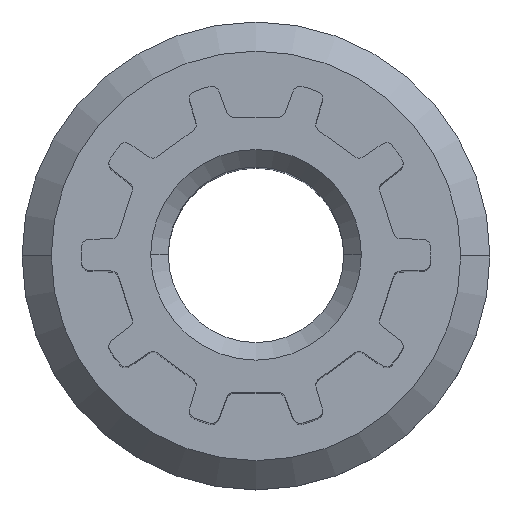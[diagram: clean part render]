
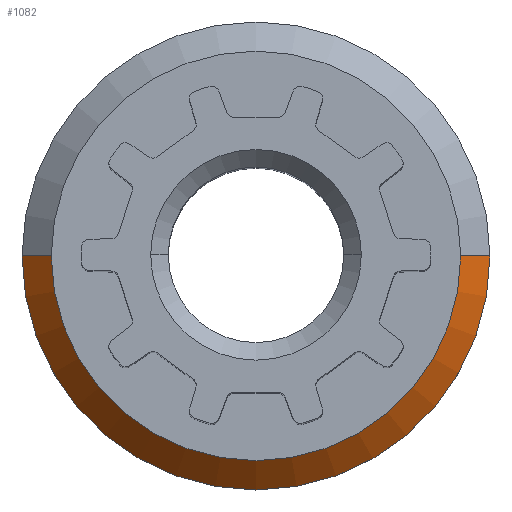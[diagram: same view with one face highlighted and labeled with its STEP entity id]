
A CAD part, top view. The second image highlights one B-rep face of the part: STEP entity #1082.
In plain terms, the highlighted conical face has half-angle 45 degrees and reference radius 4 mm.
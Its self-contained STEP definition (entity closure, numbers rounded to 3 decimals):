
#50 = CARTESIAN_POINT ( 'NONE',  ( 0., 0., -6. ) ) ;
#51 = DIRECTION ( 'NONE',  ( 0., 0., 1. ) ) ;
#52 = DIRECTION ( 'NONE',  ( 1., 0., 0. ) ) ;
#61 = CARTESIAN_POINT ( 'NONE',  ( 0., 0., -5.5 ) ) ;
#62 = DIRECTION ( 'NONE',  ( 0., 0., 1. ) ) ;
#63 = DIRECTION ( 'NONE',  ( 1., 0., 0. ) ) ;
#223 = AXIS2_PLACEMENT_3D ( 'NONE', #50, #51, #52 ) ;
#226 = AXIS2_PLACEMENT_3D ( 'NONE', #61, #62, #63 ) ;
#487 = DIRECTION ( 'NONE',  ( 0., 0., -1. ) ) ;
#489 = DIRECTION ( 'NONE',  ( -1., 0., 0. ) ) ;
#492 = CARTESIAN_POINT ( 'NONE',  ( 0., 0., -6. ) ) ;
#755 = EDGE_LOOP ( 'NONE', ( #1921, #1922, #1923, #1924 ) ) ;
#953 = DIRECTION ( 'NONE',  ( -0.707, 0., -0.707 ) ) ;
#958 = CARTESIAN_POINT ( 'NONE',  ( -4., 0., -6. ) ) ;
#965 = CARTESIAN_POINT ( 'NONE',  ( 4., 0., -6. ) ) ;
#966 = DIRECTION ( 'NONE',  ( 0.707, 0., -0.707 ) ) ;
#1082 = ADVANCED_FACE ( 'NONE', ( #1487 ), #1510, .T. ) ;
#1487 = FACE_OUTER_BOUND ( 'NONE', #755, .T. ) ;
#1510 = CONICAL_SURFACE ( 'NONE', #2851, 4., 0.785 ) ;
#1603 = LINE ( 'NONE', #958, #1605 ) ;
#1605 = VECTOR ( 'NONE', #953, 1000. ) ;
#1606 = LINE ( 'NONE', #965, #1609 ) ;
#1609 = VECTOR ( 'NONE', #966, 1000. ) ;
#1921 = ORIENTED_EDGE ( 'NONE', *, *, #2417, .F. ) ;
#1922 = ORIENTED_EDGE ( 'NONE', *, *, #2774, .F. ) ;
#1923 = ORIENTED_EDGE ( 'NONE', *, *, #2415, .T. ) ;
#1924 = ORIENTED_EDGE ( 'NONE', *, *, #2771, .T. ) ;
#2101 = CIRCLE ( 'NONE', #223, 4. ) ;
#2103 = CIRCLE ( 'NONE', #226, 3.5 ) ;
#2415 = EDGE_CURVE ( 'NONE', #2650, #2643, #1603, .T. ) ;
#2417 = EDGE_CURVE ( 'NONE', #2649, #2644, #1606, .T. ) ;
#2643 = VERTEX_POINT ( 'NONE', #3183 ) ;
#2644 = VERTEX_POINT ( 'NONE', #3184 ) ;
#2649 = VERTEX_POINT ( 'NONE', #3189 ) ;
#2650 = VERTEX_POINT ( 'NONE', #3190 ) ;
#2771 = EDGE_CURVE ( 'NONE', #2643, #2644, #2101, .T. ) ;
#2774 = EDGE_CURVE ( 'NONE', #2650, #2649, #2103, .T. ) ;
#2851 = AXIS2_PLACEMENT_3D ( 'NONE', #492, #487, #489 ) ;
#3183 = CARTESIAN_POINT ( 'NONE',  ( -4., 0., -6. ) ) ;
#3184 = CARTESIAN_POINT ( 'NONE',  ( 4., 0., -6. ) ) ;
#3189 = CARTESIAN_POINT ( 'NONE',  ( 3.5, 0., -5.5 ) ) ;
#3190 = CARTESIAN_POINT ( 'NONE',  ( -3.5, 0., -5.5 ) ) ;
